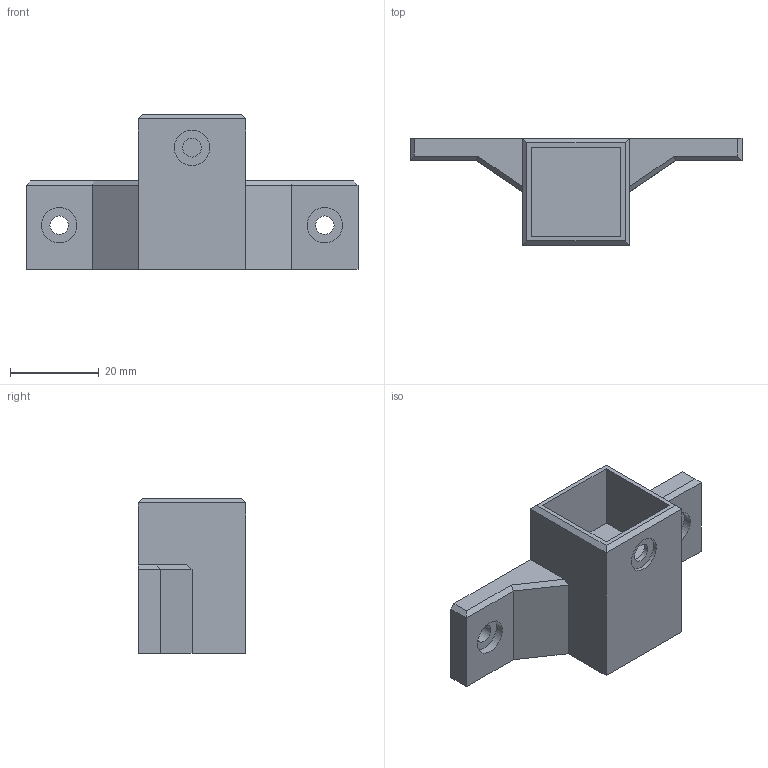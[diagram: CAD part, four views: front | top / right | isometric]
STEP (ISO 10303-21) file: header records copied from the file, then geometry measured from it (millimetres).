
FILE_DESCRIPTION(('FreeCAD Model'),'2;1');
FILE_NAME('Open CASCADE Shape Model','2024-11-09T22:40:00',(''),(''), 'Open CASCADE STEP processor 7.7','FreeCAD','Unknown');
FILE_SCHEMA(('AUTOMOTIVE_DESIGN { 1 0 10303 214 1 1 1 1 }'));
Length unit declared in the file: millimetre
Products named in the file (1): Body
Bounding box: 75 x 24.2 x 35 mm (x, y, z)
Volume: 20517.2 mm3; surface area: 8296.8 mm2
Topology: 1 solids, 1 shells, 38 faces, 88 edges, 56 vertices
Faces by surface type: plane 32, cylinder 6
Full cylindrical faces by diameter (mm): 4.2 x3, 8 x3
Entity records: 1094 total; most frequent: CARTESIAN_POINT 183, DIRECTION 178, ORIENTED_EDGE 176, EDGE_CURVE 88, LINE 76, VECTOR 76, VERTEX_POINT 56, AXIS2_PLACEMENT_3D 51
